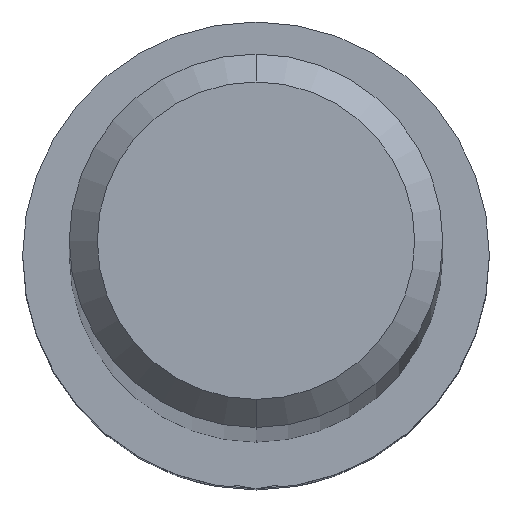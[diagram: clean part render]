
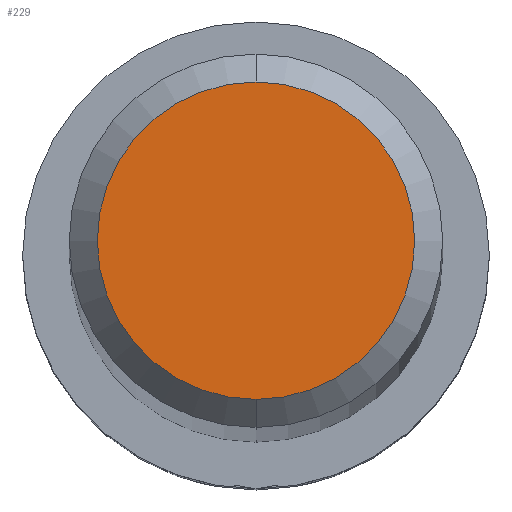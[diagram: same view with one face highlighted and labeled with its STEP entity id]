
A CAD part, top view. The second image highlights one B-rep face of the part: STEP entity #229.
In plain terms, the highlighted planar face has unit normal (0, 0, 1).
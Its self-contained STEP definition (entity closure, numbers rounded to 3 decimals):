
#173=VERTEX_POINT('',#444);
#203=EDGE_CURVE('',#347,#173,#481,.T.);
#229=ADVANCED_FACE('',(#507),#508,.T.);
#293=EDGE_CURVE('',#173,#347,#578,.T.);
#347=VERTEX_POINT('',#639);
#444=CARTESIAN_POINT('',(0.,-1.7,0.0));
#481=CIRCLE('',#834,1.7);
#507=FACE_OUTER_BOUND('',#914,.T.);
#508=PLANE('',#915);
#578=CIRCLE('',#1087,1.7);
#639=CARTESIAN_POINT('',(0.0,1.7,0.0));
#834=AXIS2_PLACEMENT_3D('',#1375,#1376,#1377);
#914=EDGE_LOOP('',(#1387,#1388));
#915=AXIS2_PLACEMENT_3D('',#1389,#1390,#1391);
#1087=AXIS2_PLACEMENT_3D('',#1469,#1470,#1471);
#1375=CARTESIAN_POINT('',(0.0,0.0,0.0));
#1376=DIRECTION('',(0.0,0.0,-1.0));
#1377=DIRECTION('',(0.0,1.0,0.0));
#1387=ORIENTED_EDGE('',*,*,#203,.F.);
#1388=ORIENTED_EDGE('',*,*,#293,.F.);
#1389=CARTESIAN_POINT('',(0.0,0.85,0.0));
#1390=DIRECTION('',(-0.0,0.0,1.0));
#1391=DIRECTION('',(0.0,-1.0,0.0));
#1469=CARTESIAN_POINT('',(0.0,0.0,0.0));
#1470=DIRECTION('',(0.0,0.0,-1.0));
#1471=DIRECTION('',(0.0,1.0,0.0));
